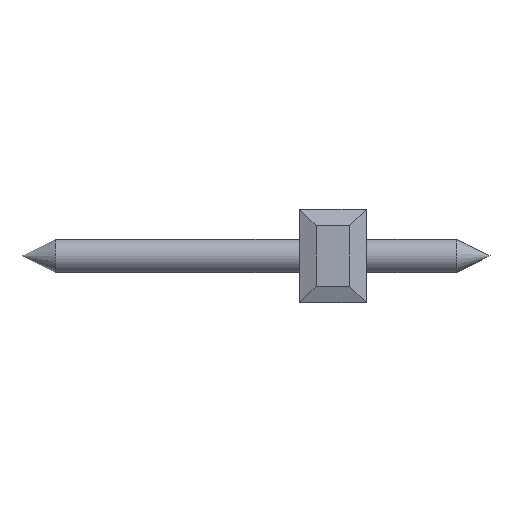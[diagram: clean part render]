
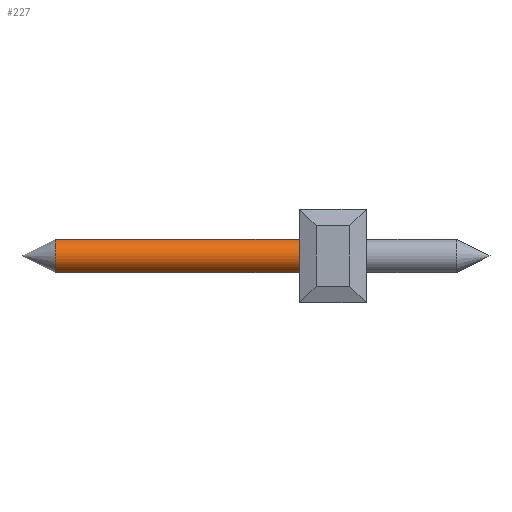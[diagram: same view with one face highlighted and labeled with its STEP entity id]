
A CAD part, left-side view. The second image highlights one B-rep face of the part: STEP entity #227.
In plain terms, the highlighted cylindrical face has radius 0.5 mm (diameter 1 mm), a full revolution.
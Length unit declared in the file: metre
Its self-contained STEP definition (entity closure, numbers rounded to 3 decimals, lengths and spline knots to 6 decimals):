
#227=ADVANCED_FACE('',(#628,#629),#630,.T.);
#628=FACE_OUTER_BOUND('',#1223,.T.);
#629=FACE_OUTER_BOUND('',#1224,.T.);
#630=CYLINDRICAL_SURFACE('',#1225,0.0005);
#1223=EDGE_LOOP('',(#1842));
#1224=EDGE_LOOP('',(#1843));
#1225=AXIS2_PLACEMENT_3D('',#1844,#1845,#1846);
#1842=ORIENTED_EDGE('',*,*,#3381,.F.);
#1843=ORIENTED_EDGE('',*,*,#3372,.T.);
#1844=CARTESIAN_POINT('',(0.196185,0.131078,0.0313));
#1845=DIRECTION('',(0.,-1.0,0.0));
#1846=DIRECTION('',(1.0,0.,0.0));
#3372=EDGE_CURVE('',#3985,#3985,#3986,.F.);
#3381=EDGE_CURVE('',#3998,#3998,#3999,.F.);
#3985=VERTEX_POINT('',#4837);
#3986=CIRCLE('',#4838,0.0005);
#3998=VERTEX_POINT('',#4854);
#3999=CIRCLE('',#4855,0.0005);
#4837=CARTESIAN_POINT('',(0.195685,0.130078,0.0313));
#4838=AXIS2_PLACEMENT_3D('',#6043,#6044,#6045);
#4854=CARTESIAN_POINT('',(0.195685,0.122578,0.0313));
#4855=AXIS2_PLACEMENT_3D('',#6050,#6051,#6052);
#6043=CARTESIAN_POINT('',(0.196185,0.130078,0.0313));
#6044=DIRECTION('',(0.,1.0,-0.0));
#6045=DIRECTION('',(-1.0,0.,0.0));
#6050=CARTESIAN_POINT('',(0.196185,0.122578,0.0313));
#6051=DIRECTION('',(0.,1.0,0.));
#6052=DIRECTION('',(-1.0,0.,0.));
